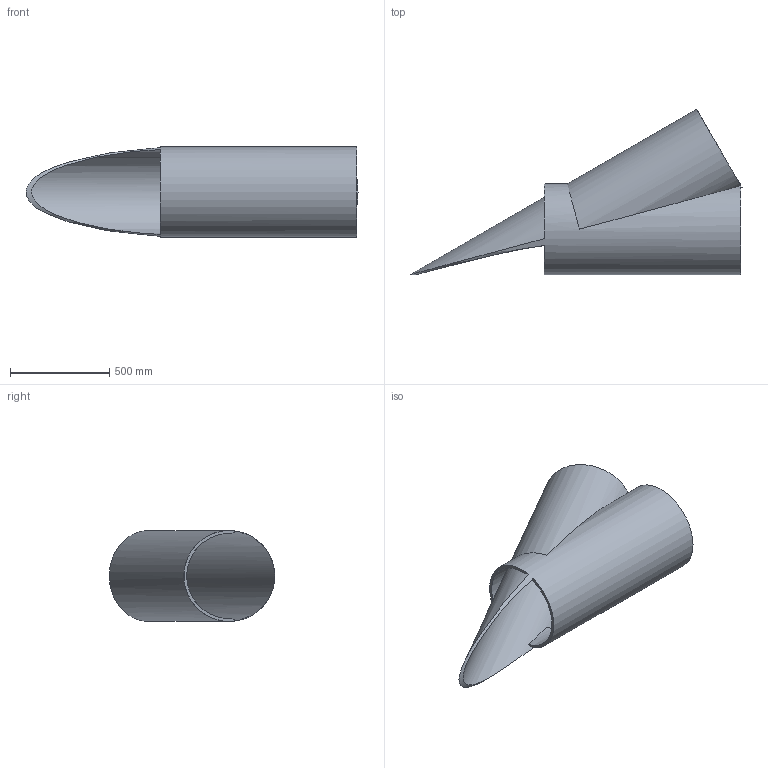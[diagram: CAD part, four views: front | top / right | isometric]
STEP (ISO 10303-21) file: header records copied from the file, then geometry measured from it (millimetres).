
FILE_DESCRIPTION(/* description */ (''),/* implementation_level */ '2;1');
FILE_NAME(/* name */ 'LAT-S18-SCH40-30.stp',/* time_stamp */ '2023-11-21T17:38:02-05:00',/* author */ ('Admin'),/* organization */ (''),/* preprocessor_version */ 'ST-DEVELOPER v19',/* originating_system */ 'Autodesk Inventor 2023',/* authorisation */ '');
FILE_SCHEMA (('AUTOMOTIVE_DESIGN { 1 0 10303 214 3 1 1 }'));
Length unit declared in the file: inch
Products named in the file (1): LAT-S18-SCH40-30
Bounding box: 1671.35 x 832.24 x 457.2 mm (x, y, z)
Volume: 35122760.9 mm3; surface area: 4903020.2 mm2
Topology: 1 solids, 1 shells, 16 faces, 39 edges, 23 vertices
Faces by surface type: cylinder 9, plane 7
Full cylindrical faces by diameter (mm): 428.65 x1, 457.2 x1
Entity records: 791 total; most frequent: CARTESIAN_POINT 347, DIRECTION 100, ORIENTED_EDGE 78, AXIS2_PLACEMENT_3D 48, EDGE_CURVE 39, VERTEX_POINT 23, ELLIPSE 17, FACE_OUTER_BOUND 16
